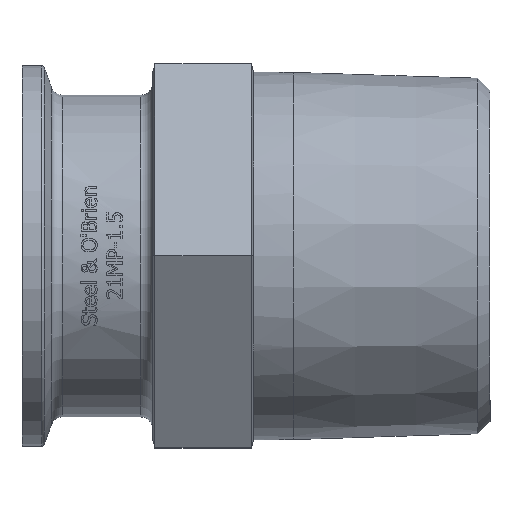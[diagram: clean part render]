
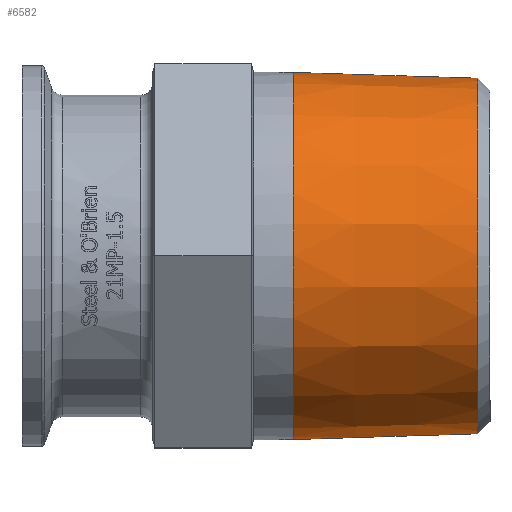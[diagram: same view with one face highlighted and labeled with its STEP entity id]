
A CAD part, top view. The second image highlights one B-rep face of the part: STEP entity #6582.
In plain terms, the highlighted conical face has half-angle 1.783 degrees and reference radius 23.871 mm.
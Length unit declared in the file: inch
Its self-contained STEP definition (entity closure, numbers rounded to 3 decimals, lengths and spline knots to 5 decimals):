
#15=CONICAL_SURFACE('',#6980,0.93979,1.783);
#90=FACE_BOUND('',#1182,.T.);
#775=FACE_OUTER_BOUND('',#1181,.T.);
#1181=EDGE_LOOP('',(#6086));
#1182=EDGE_LOOP('',(#6087));
#1375=CIRCLE('',#6979,0.92582);
#1376=CIRCLE('',#6981,0.95575);
#3259=VERTEX_POINT('',#14157);
#3260=VERTEX_POINT('',#14160);
#4215=EDGE_CURVE('',#3259,#3259,#1375,.T.);
#4216=EDGE_CURVE('',#3260,#3260,#1376,.T.);
#6086=ORIENTED_EDGE('',*,*,#4216,.T.);
#6087=ORIENTED_EDGE('',*,*,#4215,.F.);
#6582=ADVANCED_FACE('',(#775,#90),#15,.T.);
#6979=AXIS2_PLACEMENT_3D('',#14158,#8209,#8210);
#6980=AXIS2_PLACEMENT_3D('',#14159,#8211,#8212);
#6981=AXIS2_PLACEMENT_3D('',#14161,#8213,#8214);
#8209=DIRECTION('center_axis',(1.,0.,0.));
#8210=DIRECTION('ref_axis',(0.,-1.,0.));
#8211=DIRECTION('center_axis',(-1.,0.,0.));
#8212=DIRECTION('ref_axis',(0.,1.,0.));
#8213=DIRECTION('center_axis',(1.,0.,0.));
#8214=DIRECTION('ref_axis',(0.,1.,0.));
#14157=CARTESIAN_POINT('',(2.37301,0.92582,0.));
#14158=CARTESIAN_POINT('Origin',(2.37301,0.,
0.));
#14159=CARTESIAN_POINT('Origin',(1.9244,0.,0.));
#14160=CARTESIAN_POINT('',(1.4118,0.95575,0.));
#14161=CARTESIAN_POINT('Origin',(1.4118,0.,0.));
